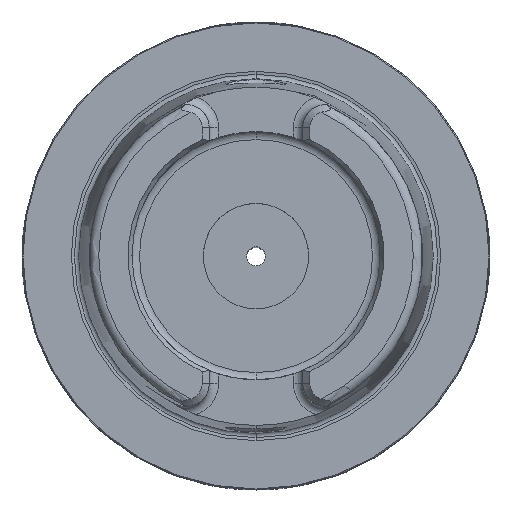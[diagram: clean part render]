
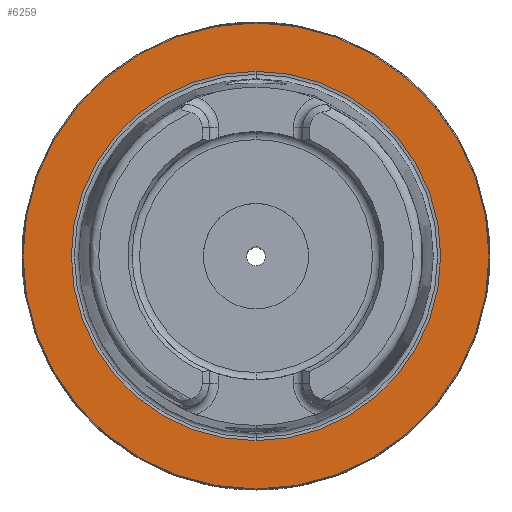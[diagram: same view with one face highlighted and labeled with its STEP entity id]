
A CAD part, top view. The second image highlights one B-rep face of the part: STEP entity #6259.
In plain terms, the highlighted planar face has unit normal (0, 0, 1).
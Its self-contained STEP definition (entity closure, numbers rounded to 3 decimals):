
#1904=CARTESIAN_POINT('',(0.,0.,0.));
#1905=DIRECTION('',(0.,0.,-1.));
#1906=DIRECTION('',(0.,-1.,0.));
#1907=AXIS2_PLACEMENT_3D('',#1904,#1905,#1906);
#1934=CARTESIAN_POINT('',(0.,0.,0.));
#1935=DIRECTION('',(0.,0.,-1.));
#1936=DIRECTION('',(0.,-1.,0.));
#1937=AXIS2_PLACEMENT_3D('',#1934,#1935,#1936);
#1956=CARTESIAN_POINT('',(0.,0.,0.));
#1957=DIRECTION('',(0.,0.,1.));
#1958=DIRECTION('',(0.,-1.,0.));
#1959=AXIS2_PLACEMENT_3D('',#1956,#1957,#1958);
#4511=CARTESIAN_POINT('',(0.,0.,0.));
#4512=DIRECTION('',(0.,0.,1.));
#4513=DIRECTION('',(0.,-1.,0.));
#4514=AXIS2_PLACEMENT_3D('',#4511,#4512,#4513);
#4760=CARTESIAN_POINT('',(0.,-39.464,0.));
#4762=VERTEX_POINT('',#4760);
#4772=CARTESIAN_POINT('',(0.,39.464,0.));
#4774=VERTEX_POINT('',#4772);
#5016=CARTESIAN_POINT('',(0.,-49.8,0.));
#5017=CARTESIAN_POINT('',(0.,49.8,0.));
#5018=VERTEX_POINT('',#5016);
#5019=VERTEX_POINT('',#5017);
#6243=CARTESIAN_POINT('',(0.,0.,0.));
#6244=DIRECTION('',(0.,0.,-1.));
#6245=DIRECTION('',(0.,1.,0.));
#6246=AXIS2_PLACEMENT_3D('',#6243,#6244,#6245);
#6247=PLANE('',#6246);
#6249=ORIENTED_EDGE('',*,*,#6248,.F.);
#6250=ORIENTED_EDGE('',*,*,#6233,.T.);
#6251=EDGE_LOOP('',(#6249,#6250));
#6252=FACE_OUTER_BOUND('',#6251,.F.);
#6254=ORIENTED_EDGE('',*,*,#6253,.F.);
#6256=ORIENTED_EDGE('',*,*,#6255,.T.);
#6257=EDGE_LOOP('',(#6254,#6256));
#6258=FACE_BOUND('',#6257,.F.);
#1908=CIRCLE('',#1907,49.8);
#1938=CIRCLE('',#1937,39.464);
#1960=CIRCLE('',#1959,39.464);
#4515=CIRCLE('',#4514,49.8);
#6233=EDGE_CURVE('',#5018,#5019,#1908,.T.);
#6248=EDGE_CURVE('',#5018,#5019,#4515,.T.);
#6253=EDGE_CURVE('',#4762,#4774,#1938,.T.);
#6255=EDGE_CURVE('',#4762,#4774,#1960,.T.);
#6259=ADVANCED_FACE('',(#6252,#6258),#6247,.F.);
